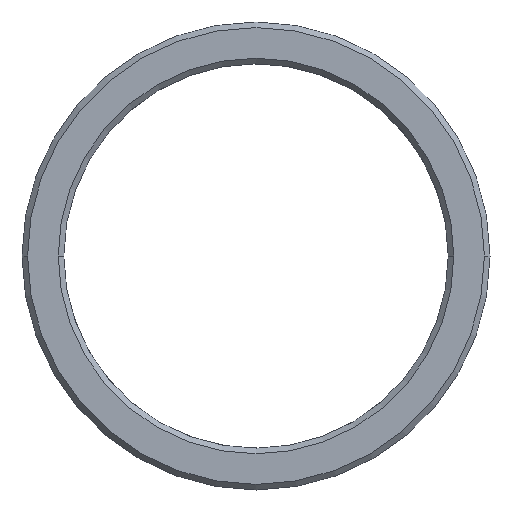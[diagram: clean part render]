
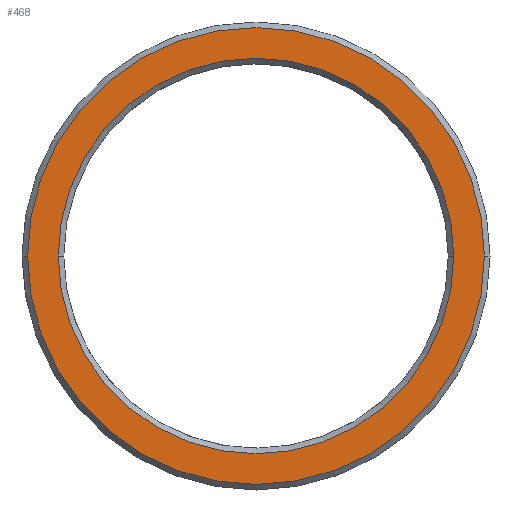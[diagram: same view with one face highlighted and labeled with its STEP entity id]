
A CAD part, front view. The second image highlights one B-rep face of the part: STEP entity #468.
In plain terms, the highlighted planar face has unit normal (0, -1, 0).
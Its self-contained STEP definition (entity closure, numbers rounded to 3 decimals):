
#359=CARTESIAN_POINT('Vertex',(-35.5,-7.5,0.)) ;
#366=CARTESIAN_POINT('Vertex',(35.5,-7.5,0.)) ;
#369=CARTESIAN_POINT('Axis2P3D Location',(0.,-7.5,0.)) ;
#386=CARTESIAN_POINT('Axis2P3D Location',(0.,-7.5,0.)) ;
#441=CARTESIAN_POINT('Axis2P3D Location',(0.,-7.5,0.)) ;
#446=CARTESIAN_POINT('Axis2P3D Location',(0.,-7.5,0.)) ;
#450=CARTESIAN_POINT('Vertex',(41.,-7.5,0.)) ;
#452=CARTESIAN_POINT('Vertex',(-41.,-7.5,0.)) ;
#455=CARTESIAN_POINT('Axis2P3D Location',(0.,-7.5,0.)) ;
#370=DIRECTION('Axis2P3D Direction',(0.,1.,0.)) ;
#387=DIRECTION('Axis2P3D Direction',(0.,1.,0.)) ;
#442=DIRECTION('Axis2P3D Direction',(0.,1.,0.)) ;
#443=DIRECTION('Axis2P3D XDirection',(-1.,0.,0.)) ;
#447=DIRECTION('Axis2P3D Direction',(0.,1.,0.)) ;
#456=DIRECTION('Axis2P3D Direction',(0.,1.,0.)) ;
#371=AXIS2_PLACEMENT_3D('Circle Axis2P3D',#369,#370,$) ;
#388=AXIS2_PLACEMENT_3D('Circle Axis2P3D',#386,#387,$) ;
#444=AXIS2_PLACEMENT_3D('Plane Axis2P3D',#441,#442,#443) ;
#448=AXIS2_PLACEMENT_3D('Circle Axis2P3D',#446,#447,$) ;
#457=AXIS2_PLACEMENT_3D('Circle Axis2P3D',#455,#456,$) ;
#461=ORIENTED_EDGE('',*,*,#454,.F.) ;
#462=ORIENTED_EDGE('',*,*,#459,.F.) ;
#465=ORIENTED_EDGE('',*,*,#373,.T.) ;
#466=ORIENTED_EDGE('',*,*,#390,.T.) ;
#467=FACE_BOUND('',#464,.T.) ;
#468=ADVANCED_FACE('PartBody',(#463,#467),#445,.F.) ;
#372=CIRCLE('generated circle',#371,35.5) ;
#389=CIRCLE('generated circle',#388,35.5) ;
#449=CIRCLE('generated circle',#448,41.) ;
#458=CIRCLE('generated circle',#457,41.) ;
#373=EDGE_CURVE('',#360,#367,#372,.T.) ;
#390=EDGE_CURVE('',#367,#360,#389,.T.) ;
#454=EDGE_CURVE('',#451,#453,#449,.T.) ;
#459=EDGE_CURVE('',#453,#451,#458,.T.) ;
#460=EDGE_LOOP('',(#461,#462)) ;
#464=EDGE_LOOP('',(#465,#466)) ;
#463=FACE_OUTER_BOUND('',#460,.T.) ;
#445=PLANE('',#444) ;
#360=VERTEX_POINT('',#359) ;
#367=VERTEX_POINT('',#366) ;
#451=VERTEX_POINT('',#450) ;
#453=VERTEX_POINT('',#452) ;
